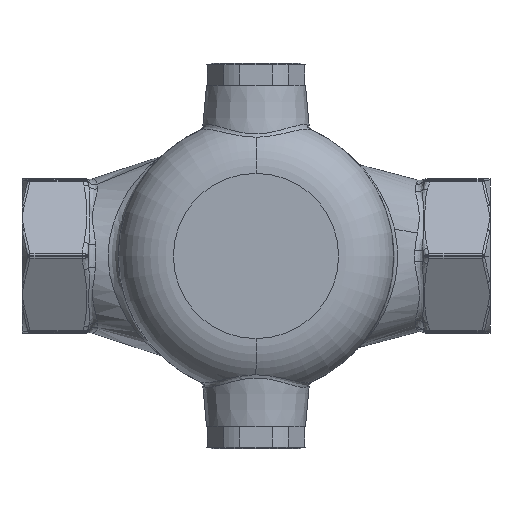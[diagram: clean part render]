
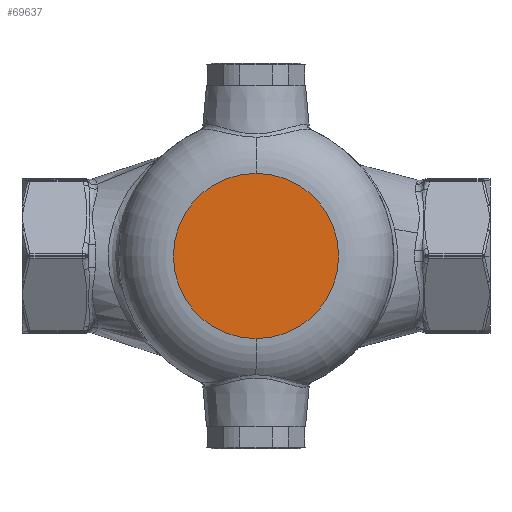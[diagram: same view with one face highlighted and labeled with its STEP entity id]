
A CAD part, front view. The second image highlights one B-rep face of the part: STEP entity #69637.
In plain terms, the highlighted planar face has unit normal (0, -1, 0).
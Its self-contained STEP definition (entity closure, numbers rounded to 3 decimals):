
#5981 = CARTESIAN_POINT ( 'NONE',  ( 0., -32., 0. ) ) ;
#6850 = CIRCLE ( 'NONE', #67652, 15. ) ;
#7961 = PLANE ( 'NONE',  #74207 ) ;
#16514 = ORIENTED_EDGE ( 'NONE', *, *, #72235, .F. ) ;
#22849 = DIRECTION ( 'NONE',  ( 0., -1., 0. ) ) ;
#32658 = DIRECTION ( 'NONE',  ( 0., 0., -1. ) ) ;
#37402 = FACE_OUTER_BOUND ( 'NONE', #59828, .T. ) ;
#40161 = VERTEX_POINT ( 'NONE', #53895 ) ;
#48123 = CIRCLE ( 'NONE', #74446, 15. ) ;
#53895 = CARTESIAN_POINT ( 'NONE',  ( 0., -32., -15. ) ) ;
#59828 = EDGE_LOOP ( 'NONE', ( #81576, #16514 ) ) ;
#60033 = DIRECTION ( 'NONE',  ( 0., 1., 0. ) ) ;
#62194 = DIRECTION ( 'NONE',  ( 0., 0., 1. ) ) ;
#63053 = CARTESIAN_POINT ( 'NONE',  ( 0., -32., -15. ) ) ;
#67652 = AXIS2_PLACEMENT_3D ( 'NONE', #86272, #60033, #72740 ) ;
#69637 = ADVANCED_FACE ( 'NONE', ( #37402 ), #7961, .T. ) ;
#72235 = EDGE_CURVE ( 'NONE', #84558, #40161, #48123, .T. ) ;
#72740 = DIRECTION ( 'NONE',  ( 0., 0., -1. ) ) ;
#74207 = AXIS2_PLACEMENT_3D ( 'NONE', #63053, #22849, #62194 ) ;
#74446 = AXIS2_PLACEMENT_3D ( 'NONE', #5981, #80744, #32658 ) ;
#75424 = EDGE_CURVE ( 'NONE', #40161, #84558, #6850, .T. ) ;
#80744 = DIRECTION ( 'NONE',  ( 0., 1., 0. ) ) ;
#81576 = ORIENTED_EDGE ( 'NONE', *, *, #75424, .F. ) ;
#83813 = CARTESIAN_POINT ( 'NONE',  ( 0., -32., 15. ) ) ;
#84558 = VERTEX_POINT ( 'NONE', #83813 ) ;
#86272 = CARTESIAN_POINT ( 'NONE',  ( 0., -32., 0. ) ) ;
